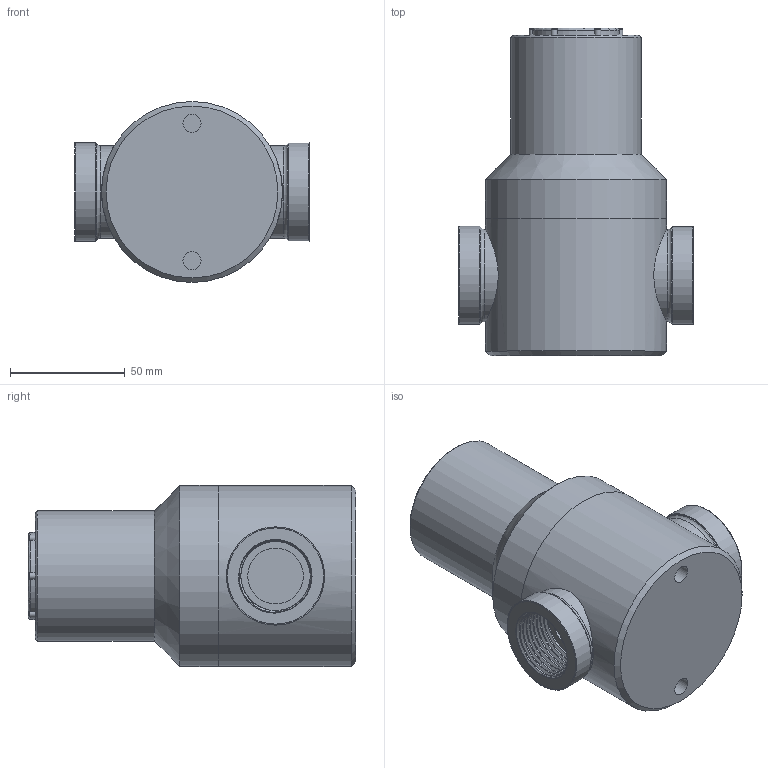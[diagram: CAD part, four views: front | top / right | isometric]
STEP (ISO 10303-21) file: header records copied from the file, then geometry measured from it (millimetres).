
FILE_DESCRIPTION (( 'STEP AP214' ), '1' );
FILE_NAME ('1-1101-7X.STEP', '2019-05-17T12:53:30', ( '' ), ( '' ), 'SwSTEP 2.0', 'SolidWorks 2019', '' );
FILE_SCHEMA (( 'AUTOMOTIVE_DESIGN' ));
Length unit declared in the file: millimetre
Products named in the file (11): 32mm stub - ABS; PVC Bonnet all size_32mm PVC-304; 32mm stub cutout - ABS; Body detail - ABS 32_32mm or 1; PVC Bonnet all size; Body detail - ABS 32; 1-1101-7X; 32 + 40mm Dust Cap
Assembly tree (5 placements, depth 2):
  32mm stub cutout - ABS
  PVC Bonnet all size
  Body detail - ABS 32
  1-1101-7X
    PVC Bonnet all size_32mm PVC-304
    32 + 40mm Dust Cap
    32mm stub - ABS
    32mm stub cutout - ABS
    Body detail - ABS 32_32mm or 1
  32mm stub - ABS
Bounding box: 102.38 x 142.9 x 79 mm (x, y, z)
Volume: 529660.6 mm3; surface area: 85328.8 mm2
Topology: 5 solids, 5 shells, 101 faces, 219 edges, 140 vertices
Faces by surface type: cylinder 35, plane 32, torus 14, bspline 14, cone 6
Full cylindrical faces by diameter (mm): 7.938 x2, 24.291 x2, 27.5 x1, 30.291 x2, 31.839 x2, 40.3 x2, 40.35 x2, 41.982 x2, 42.838 x2, 57 x1, 79 x2
Entity records: 12060 total; most frequent: CARTESIAN_POINT 9719, DIRECTION 399, ORIENTED_EDGE 372, AXIS2_PLACEMENT_3D 188, EDGE_CURVE 186, EDGE_LOOP 145, VERTEX_POINT 135, FACE_OUTER_BOUND 125
